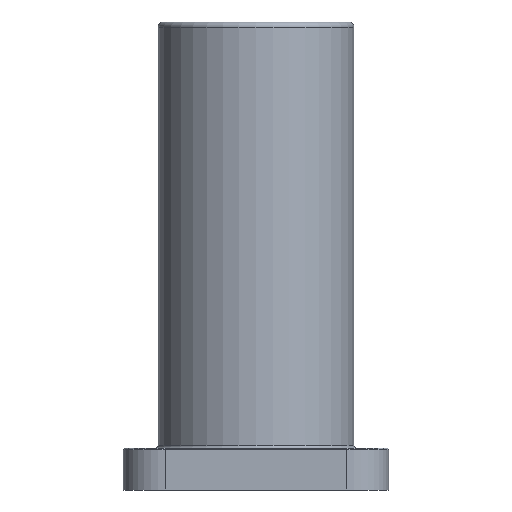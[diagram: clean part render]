
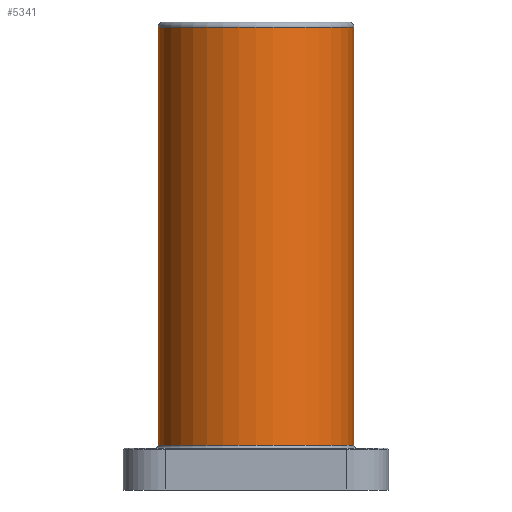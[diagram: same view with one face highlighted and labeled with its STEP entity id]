
A CAD part, left-side view. The second image highlights one B-rep face of the part: STEP entity #5341.
In plain terms, the highlighted cylindrical face has radius 22.225 mm (diameter 44.45 mm), a partial arc.
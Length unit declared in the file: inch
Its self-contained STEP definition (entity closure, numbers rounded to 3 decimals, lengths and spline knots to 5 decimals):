
#48 = DIRECTION ( 'NONE',  ( 0., 0., -1. ) ) ;
#101 = EDGE_LOOP ( 'NONE', ( #6563, #7200, #6047, #6549 ) ) ;
#204 = CIRCLE ( 'NONE', #1272, 0.875 ) ;
#544 = LINE ( 'NONE', #1972, #7064 ) ;
#1019 = DIRECTION ( 'NONE',  ( 0., 0., -1. ) ) ;
#1037 = DIRECTION ( 'NONE',  ( 0., 0., 1. ) ) ;
#1272 = AXIS2_PLACEMENT_3D ( 'NONE', #8133, #1037, #2962 ) ;
#1737 = VERTEX_POINT ( 'NONE', #5544 ) ;
#1927 = EDGE_CURVE ( 'NONE', #5809, #1737, #6539, .T. ) ;
#1972 = CARTESIAN_POINT ( 'NONE',  ( 0., -0.875, -0.03 ) ) ;
#1999 = EDGE_CURVE ( 'NONE', #3356, #5809, #6278, .T. ) ;
#2106 = EDGE_CURVE ( 'NONE', #3356, #6288, #544, .T. ) ;
#2691 = DIRECTION ( 'NONE',  ( 0., -1., 0. ) ) ;
#2962 = DIRECTION ( 'NONE',  ( 0., -1., 0. ) ) ;
#3014 = VECTOR ( 'NONE', #6504, 39.37008 ) ;
#3281 = CARTESIAN_POINT ( 'NONE',  ( 0., 0., 4.139 ) ) ;
#3356 = VERTEX_POINT ( 'NONE', #7012 ) ;
#3625 = AXIS2_PLACEMENT_3D ( 'NONE', #3281, #4536, #2691 ) ;
#4536 = DIRECTION ( 'NONE',  ( 0., 0., -1. ) ) ;
#5341 = ADVANCED_FACE ( 'NONE', ( #6190 ), #5535, .T. ) ;
#5454 = DIRECTION ( 'NONE',  ( 0., 1., 0. ) ) ;
#5535 = CYLINDRICAL_SURFACE ( 'NONE', #7252, 0.875 ) ;
#5544 = CARTESIAN_POINT ( 'NONE',  ( 0., 0.875, 0.401 ) ) ;
#5809 = VERTEX_POINT ( 'NONE', #6661 ) ;
#6047 = ORIENTED_EDGE ( 'NONE', *, *, #1927, .T. ) ;
#6190 = FACE_OUTER_BOUND ( 'NONE', #101, .T. ) ;
#6278 = CIRCLE ( 'NONE', #3625, 0.875 ) ;
#6288 = VERTEX_POINT ( 'NONE', #7074 ) ;
#6462 = EDGE_CURVE ( 'NONE', #1737, #6288, #204, .T. ) ;
#6504 = DIRECTION ( 'NONE',  ( 0., 0., -1. ) ) ;
#6539 = LINE ( 'NONE', #7827, #3014 ) ;
#6549 = ORIENTED_EDGE ( 'NONE', *, *, #6462, .T. ) ;
#6563 = ORIENTED_EDGE ( 'NONE', *, *, #2106, .F. ) ;
#6661 = CARTESIAN_POINT ( 'NONE',  ( 0., 0.875, 4.139 ) ) ;
#7012 = CARTESIAN_POINT ( 'NONE',  ( 0., -0.875, 4.139 ) ) ;
#7064 = VECTOR ( 'NONE', #48, 39.37008 ) ;
#7074 = CARTESIAN_POINT ( 'NONE',  ( 0., -0.875, 0.401 ) ) ;
#7200 = ORIENTED_EDGE ( 'NONE', *, *, #1999, .T. ) ;
#7252 = AXIS2_PLACEMENT_3D ( 'NONE', #7329, #1019, #5454 ) ;
#7329 = CARTESIAN_POINT ( 'NONE',  ( 0., 0., -0.03 ) ) ;
#7827 = CARTESIAN_POINT ( 'NONE',  ( 0., 0.875, -0.03 ) ) ;
#8133 = CARTESIAN_POINT ( 'NONE',  ( 0., 0., 0.401 ) ) ;
